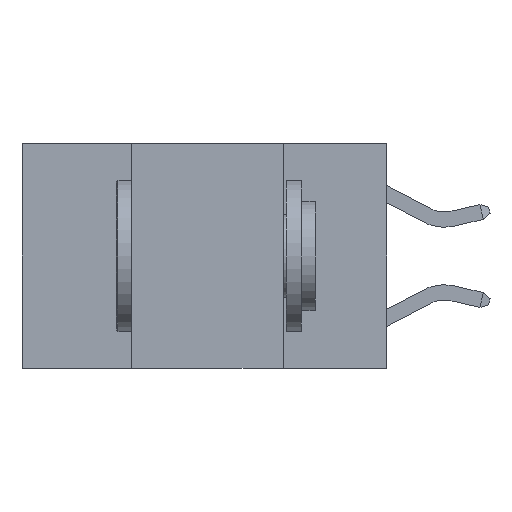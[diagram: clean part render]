
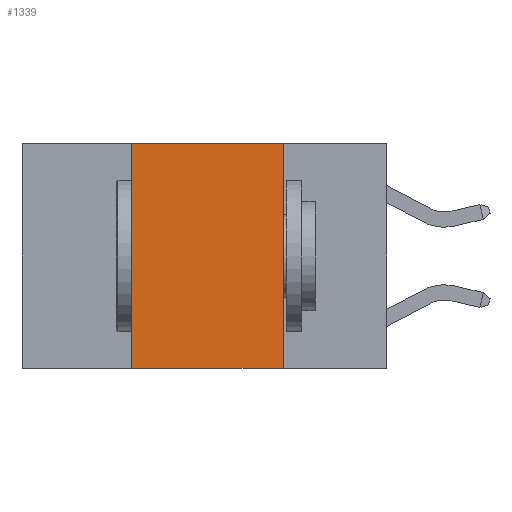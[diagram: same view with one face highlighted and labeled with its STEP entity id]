
A CAD part, left-side view. The second image highlights one B-rep face of the part: STEP entity #1339.
In plain terms, the highlighted planar face has unit normal (-1, 0, 0).
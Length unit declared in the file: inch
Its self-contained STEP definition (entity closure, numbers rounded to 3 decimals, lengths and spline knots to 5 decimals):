
#154 = CARTESIAN_POINT ( 'NONE',  ( 0., 0.17, -0.37 ) ) ;
#1015 = ORIENTED_EDGE ( 'NONE', *, *, #4908, .F. ) ;
#1300 = LINE ( 'NONE', #7523, #2583 ) ;
#1330 = ORIENTED_EDGE ( 'NONE', *, *, #18980, .F. ) ;
#1339 = ADVANCED_FACE ( 'NONE', ( #25618 ), #7007, .F. ) ;
#1413 = DIRECTION ( 'NONE',  ( 0., -1., 0. ) ) ;
#1552 = CARTESIAN_POINT ( 'NONE',  ( 0., 0.6, -0.37 ) ) ;
#2243 = VERTEX_POINT ( 'NONE', #11780 ) ;
#2583 = VECTOR ( 'NONE', #15684, 39.37008 ) ;
#3070 = CARTESIAN_POINT ( 'NONE',  ( 0., 0.6, 0. ) ) ;
#3175 = VERTEX_POINT ( 'NONE', #24052 ) ;
#4162 = LINE ( 'NONE', #12437, #15298 ) ;
#4356 = VERTEX_POINT ( 'NONE', #154 ) ;
#4801 = VECTOR ( 'NONE', #1413, 39.37008 ) ;
#4908 = EDGE_CURVE ( 'NONE', #2243, #11609, #1300, .T. ) ;
#5394 = EDGE_CURVE ( 'NONE', #3175, #4356, #5475, .T. ) ;
#5475 = LINE ( 'NONE', #1552, #4801 ) ;
#6558 = CARTESIAN_POINT ( 'NONE',  ( 0., 0.42, 0. ) ) ;
#7007 = PLANE ( 'NONE',  #17768 ) ;
#7523 = CARTESIAN_POINT ( 'NONE',  ( 0., 0.6, 0. ) ) ;
#11187 = EDGE_CURVE ( 'NONE', #3175, #2243, #12807, .T. ) ;
#11301 = CARTESIAN_POINT ( 'NONE',  ( 0., 0.17, 0. ) ) ;
#11609 = VERTEX_POINT ( 'NONE', #11301 ) ;
#11780 = CARTESIAN_POINT ( 'NONE',  ( 0., 0.42, 0. ) ) ;
#12437 = CARTESIAN_POINT ( 'NONE',  ( 0., 0.17, 0. ) ) ;
#12807 = LINE ( 'NONE', #6558, #25515 ) ;
#15298 = VECTOR ( 'NONE', #20719, 39.37008 ) ;
#15424 = DIRECTION ( 'NONE',  ( 1., 0., 0. ) ) ;
#15684 = DIRECTION ( 'NONE',  ( 0., -1., 0. ) ) ;
#17768 = AXIS2_PLACEMENT_3D ( 'NONE', #3070, #15424, #21524 ) ;
#17912 = EDGE_LOOP ( 'NONE', ( #1330, #1015, #22071, #18346 ) ) ;
#18346 = ORIENTED_EDGE ( 'NONE', *, *, #5394, .T. ) ;
#18777 = DIRECTION ( 'NONE',  ( 0., 0., 1. ) ) ;
#18980 = EDGE_CURVE ( 'NONE', #11609, #4356, #4162, .T. ) ;
#20719 = DIRECTION ( 'NONE',  ( 0., 0., -1. ) ) ;
#21524 = DIRECTION ( 'NONE',  ( 0., 0., -1. ) ) ;
#22071 = ORIENTED_EDGE ( 'NONE', *, *, #11187, .F. ) ;
#24052 = CARTESIAN_POINT ( 'NONE',  ( 0., 0.42, -0.37 ) ) ;
#25515 = VECTOR ( 'NONE', #18777, 39.37008 ) ;
#25618 = FACE_OUTER_BOUND ( 'NONE', #17912, .T. ) ;
